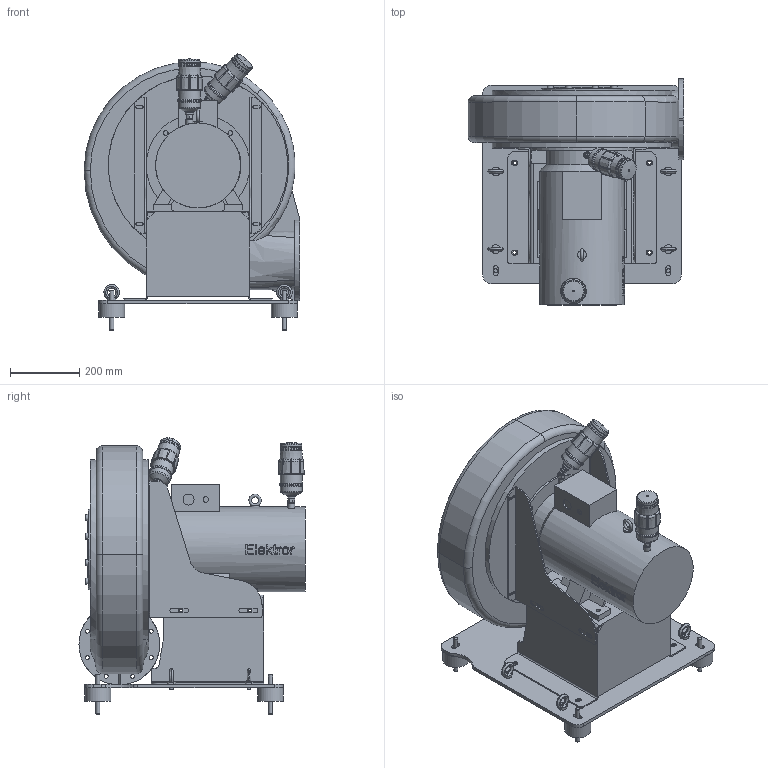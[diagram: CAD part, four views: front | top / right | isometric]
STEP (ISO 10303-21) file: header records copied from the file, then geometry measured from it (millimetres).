
FILE_DESCRIPTION((''),'2;1');
FILE_NAME('AttTemp.stp','2013-08-27T08:31:04',('Kraft'),(''),'Autodesk Inventor 2012','Autodesk Inventor 2012','');
FILE_SCHEMA(('AUTOMOTIVE_DESIGN { 1 0 10303 214 1 1 1 1 }'));
Length unit declared in the file: millimetre
Products named in the file (1): 01-TB-17614
Bounding box: 625 x 655 x 800.12 mm (x, y, z)
Volume: 81902213.7 mm3; surface area: 3408260.9 mm2
Topology: 1 solids, 12 shells, 1562 faces, 3941 edges, 2485 vertices
Faces by surface type: plane 730, bspline 280, cylinder 278, cone 171, torus 85, revolution 16, sphere 2
Full cylindrical faces by diameter (mm): 5.6 x2, 6 x1, 8 x2, 8.376 x8, 8.38 x8, 10 x4, 10.106 x4, 11.445 x2, 11.5 x8, 12 x12, 12.5 x8, 13.135 x2, 13.16 x1, 14 x4, 16 x1, 17 x1, 17.8 x8, 19.5 x1, 20 x2, 25 x1, 32 x1, 63 x4, 67.6 x2, 75 x4, 160 x3, 176 x1, 195 x1, 206 x1, 233 x1, 234 x1
Entity records: 55681 total; most frequent: CARTESIAN_POINT 19289, ORIENTED_EDGE 7338, DIRECTION 6585, EDGE_CURVE 3669, AXIS2_PLACEMENT_3D 2422, VERTEX_POINT 2409, EDGE_LOOP 1954, VECTOR 1725
